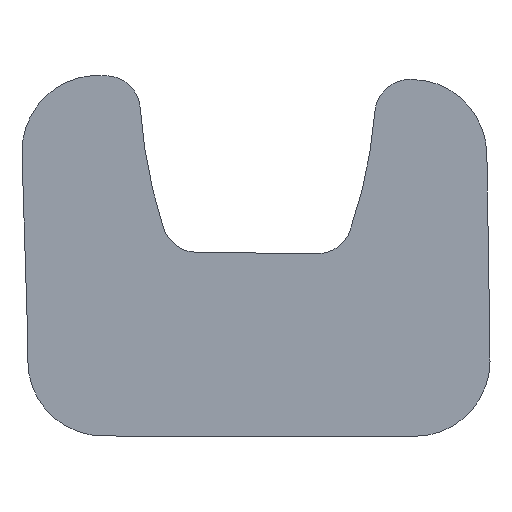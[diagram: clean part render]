
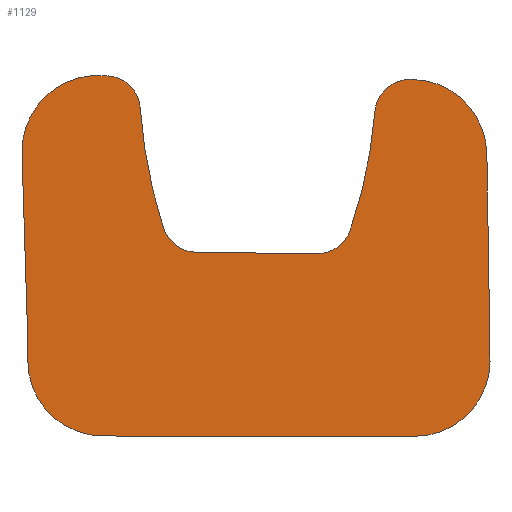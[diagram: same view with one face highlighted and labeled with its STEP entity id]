
A CAD part, front view. The second image highlights one B-rep face of the part: STEP entity #1129.
In plain terms, the highlighted planar face has unit normal (0, -1, 0).
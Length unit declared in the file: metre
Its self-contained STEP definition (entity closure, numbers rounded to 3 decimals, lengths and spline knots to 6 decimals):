
#64=CIRCLE('',#1223,0.02148);
#66=CIRCLE('',#1226,0.021444);
#72=CIRCLE('',#1237,0.01);
#73=CIRCLE('',#1238,0.137324);
#74=CIRCLE('',#1239,0.01);
#75=CIRCLE('',#1240,0.01);
#76=CIRCLE('',#1241,0.138452);
#77=CIRCLE('',#1242,0.01);
#78=CIRCLE('',#1243,0.021676);
#79=CIRCLE('',#1244,0.021565);
#242=ORIENTED_EDGE('',*,*,#525,.T.);
#243=ORIENTED_EDGE('',*,*,#526,.T.);
#244=ORIENTED_EDGE('',*,*,#527,.F.);
#245=ORIENTED_EDGE('',*,*,#528,.T.);
#246=ORIENTED_EDGE('',*,*,#461,.F.);
#247=ORIENTED_EDGE('',*,*,#529,.T.);
#248=ORIENTED_EDGE('',*,*,#530,.F.);
#249=ORIENTED_EDGE('',*,*,#531,.T.);
#250=ORIENTED_EDGE('',*,*,#532,.F.);
#251=ORIENTED_EDGE('',*,*,#533,.T.);
#252=ORIENTED_EDGE('',*,*,#534,.F.);
#253=ORIENTED_EDGE('',*,*,#514,.F.);
#254=ORIENTED_EDGE('',*,*,#505,.T.);
#255=ORIENTED_EDGE('',*,*,#444,.T.);
#256=ORIENTED_EDGE('',*,*,#509,.T.);
#257=ORIENTED_EDGE('',*,*,#512,.T.);
#258=ORIENTED_EDGE('',*,*,#535,.T.);
#259=ORIENTED_EDGE('',*,*,#536,.T.);
#444=EDGE_CURVE('',#605,#604,#715,.T.);
#461=EDGE_CURVE('',#621,#622,#726,.T.);
#505=EDGE_CURVE('',#653,#605,#64,.T.);
#509=EDGE_CURVE('',#604,#656,#66,.T.);
#512=EDGE_CURVE('',#656,#657,#761,.T.);
#514=EDGE_CURVE('',#653,#658,#763,.T.);
#525=EDGE_CURVE('',#663,#664,#770,.T.);
#526=EDGE_CURVE('',#664,#665,#72,.T.);
#527=EDGE_CURVE('',#666,#665,#73,.T.);
#528=EDGE_CURVE('',#666,#622,#74,.F.);
#529=EDGE_CURVE('',#621,#667,#75,.F.);
#530=EDGE_CURVE('',#668,#667,#76,.T.);
#531=EDGE_CURVE('',#668,#669,#77,.T.);
#532=EDGE_CURVE('',#670,#669,#771,.T.);
#533=EDGE_CURVE('',#670,#671,#78,.T.);
#534=EDGE_CURVE('',#658,#671,#772,.T.);
#535=EDGE_CURVE('',#657,#672,#773,.T.);
#536=EDGE_CURVE('',#672,#663,#79,.T.);
#604=VERTEX_POINT('',#1690);
#605=VERTEX_POINT('',#1692);
#621=VERTEX_POINT('',#1726);
#622=VERTEX_POINT('',#1728);
#653=VERTEX_POINT('',#1815);
#656=VERTEX_POINT('',#1822);
#657=VERTEX_POINT('',#1827);
#658=VERTEX_POINT('',#1832);
#663=VERTEX_POINT('',#1851);
#664=VERTEX_POINT('',#1852);
#665=VERTEX_POINT('',#1854);
#666=VERTEX_POINT('',#1856);
#667=VERTEX_POINT('',#1859);
#668=VERTEX_POINT('',#1861);
#669=VERTEX_POINT('',#1863);
#670=VERTEX_POINT('',#1865);
#671=VERTEX_POINT('',#1867);
#672=VERTEX_POINT('',#1870);
#715=LINE('',#1691,#822);
#726=LINE('',#1727,#833);
#761=LINE('',#1828,#868);
#763=LINE('',#1831,#870);
#770=LINE('',#1850,#877);
#771=LINE('',#1864,#878);
#772=LINE('',#1868,#879);
#773=LINE('',#1869,#880);
#822=VECTOR('',#1338,1.);
#833=VECTOR('',#1365,1.);
#868=VECTOR('',#1460,1.);
#870=VECTOR('',#1464,1.);
#877=VECTOR('',#1485,1.);
#878=VECTOR('',#1498,1.);
#879=VECTOR('',#1501,1.);
#880=VECTOR('',#1502,1.);
#942=EDGE_LOOP('',(#242,#243,#244,#245,#246,#247,#248,#249,#250,#251,#252,
#253,#254,#255,#256,#257,#258,#259));
#1021=FACE_BOUND('',#942,.T.);
#1085=PLANE('',#1236);
#1129=ADVANCED_FACE('',(#1021),#1085,.T.);
#1223=AXIS2_PLACEMENT_3D('',#1814,#1445,#1446);
#1226=AXIS2_PLACEMENT_3D('',#1823,#1453,#1454);
#1236=AXIS2_PLACEMENT_3D('',#1849,#1483,#1484);
#1237=AXIS2_PLACEMENT_3D('',#1853,#1486,#1487);
#1238=AXIS2_PLACEMENT_3D('',#1855,#1488,#1489);
#1239=AXIS2_PLACEMENT_3D('',#1857,#1490,#1491);
#1240=AXIS2_PLACEMENT_3D('',#1858,#1492,#1493);
#1241=AXIS2_PLACEMENT_3D('',#1860,#1494,#1495);
#1242=AXIS2_PLACEMENT_3D('',#1862,#1496,#1497);
#1243=AXIS2_PLACEMENT_3D('',#1866,#1499,#1500);
#1244=AXIS2_PLACEMENT_3D('',#1871,#1503,#1504);
#1338=DIRECTION('',(1.,0.,-0.001));
#1365=DIRECTION('',(1.,0.,-0.012));
#1445=DIRECTION('',(0.,-1.,0.));
#1446=DIRECTION('',(-1.,0.,0.));
#1453=DIRECTION('',(0.,-1.,0.));
#1454=DIRECTION('',(-1.,0.,0.));
#1460=DIRECTION('',(-0.011,0.,1.));
#1464=DIRECTION('',(-0.011,0.,1.));
#1483=DIRECTION('',(0.,-1.,0.));
#1484=DIRECTION('',(1.,0.,0.));
#1485=DIRECTION('',(-1.,0.,0.003));
#1486=DIRECTION('',(0.,-1.,0.));
#1487=DIRECTION('',(-1.,0.,0.));
#1488=DIRECTION('',(0.,-1.,0.));
#1489=DIRECTION('',(-1.,0.,0.));
#1490=DIRECTION('',(0.,-1.,0.));
#1491=DIRECTION('',(-1.,0.,0.));
#1492=DIRECTION('',(0.,-1.,0.));
#1493=DIRECTION('',(-1.,0.,0.));
#1494=DIRECTION('',(0.,-1.,0.));
#1495=DIRECTION('',(-1.,0.,0.));
#1496=DIRECTION('',(0.,-1.,0.));
#1497=DIRECTION('',(-1.,0.,0.));
#1498=DIRECTION('',(1.,0.,-0.012));
#1499=DIRECTION('',(0.,-1.,0.));
#1500=DIRECTION('',(-1.,0.,0.));
#1501=DIRECTION('',(-0.031,0.,1.));
#1502=DIRECTION('',(-0.016,0.,1.));
#1503=DIRECTION('',(0.,-1.,0.));
#1504=DIRECTION('',(-1.,0.,0.));
#1690=CARTESIAN_POINT('',(0.044462,-0.006,-0.026387));
#1691=CARTESIAN_POINT('',(0.000062,-0.006,-0.026337));
#1692=CARTESIAN_POINT('',(-0.044338,-0.006,-0.026287));
#1726=CARTESIAN_POINT('',(-0.017697,-0.006,0.026059));
#1727=CARTESIAN_POINT('',(-0.000554,-0.006,0.02585));
#1728=CARTESIAN_POINT('',(0.016506,-0.006,0.025642));
#1814=CARTESIAN_POINT('',(-0.044307,-0.006,-0.004807));
#1815=CARTESIAN_POINT('',(-0.065787,-0.006,-0.004871));
#1822=CARTESIAN_POINT('',(0.065912,-0.006,-0.00494));
#1823=CARTESIAN_POINT('',(0.044469,-0.006,-0.004944));
#1827=CARTESIAN_POINT('',(0.065812,-0.006,0.004096));
#1828=CARTESIAN_POINT('',(0.065862,-0.006,-0.000422));
#1831=CARTESIAN_POINT('',(-0.065837,-0.006,-0.000371));
#1832=CARTESIAN_POINT('',(-0.065887,-0.006,0.004129));
#1849=CARTESIAN_POINT('',(0.000007,-0.006,0.));
#1850=CARTESIAN_POINT('',(0.03853,-0.006,0.07533));
#1851=CARTESIAN_POINT('',(0.04353,-0.006,0.075312));
#1852=CARTESIAN_POINT('',(0.04311,-0.006,0.075314));
#1853=CARTESIAN_POINT('',(0.043075,-0.006,0.065314));
#1854=CARTESIAN_POINT('',(0.033106,-0.006,0.066108));
#1855=CARTESIAN_POINT('',(-0.103784,-0.006,0.077022));
#1856=CARTESIAN_POINT('',(0.026086,-0.006,0.032391));
#1857=CARTESIAN_POINT('',(0.016628,-0.006,0.035641));
#1858=CARTESIAN_POINT('',(-0.017575,-0.006,0.036058));
#1859=CARTESIAN_POINT('',(-0.027073,-0.006,0.032928));
#1860=CARTESIAN_POINT('',(0.104424,-0.006,0.076262));
#1861=CARTESIAN_POINT('',(-0.033722,-0.006,0.067045));
#1862=CARTESIAN_POINT('',(-0.043699,-0.006,0.066379));
#1863=CARTESIAN_POINT('',(-0.043577,-0.006,0.076378));
#1864=CARTESIAN_POINT('',(-0.039028,-0.006,0.076323));
#1865=CARTESIAN_POINT('',(-0.044028,-0.006,0.076384));
#1866=CARTESIAN_POINT('',(-0.045775,-0.006,0.054778));
#1867=CARTESIAN_POINT('',(-0.06744,-0.006,0.054105));
#1868=CARTESIAN_POINT('',(-0.066664,-0.006,0.029117));
#1869=CARTESIAN_POINT('',(0.065415,-0.006,0.029093));
#1870=CARTESIAN_POINT('',(0.065017,-0.006,0.05409));
#1871=CARTESIAN_POINT('',(0.043455,-0.006,0.053747));
